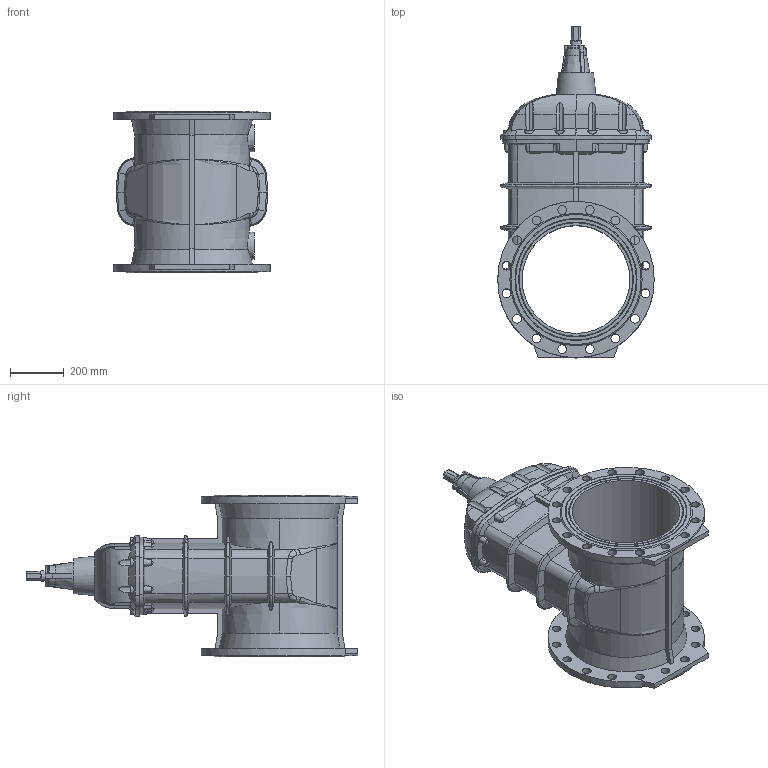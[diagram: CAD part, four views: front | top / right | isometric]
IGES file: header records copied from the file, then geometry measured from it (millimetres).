
Start section: SolidWorks IGES file using analytic representation for surfaces
Global section: file name: O_02_60_DN400.IGS; native system: SolidWorks 2012; preprocessor: SolidWorks 2012; author: skch; date: 150128.165709; units: millimetre
Bounding box: 580 x 1230 x 600 mm (x, y, z)
Surface area: 3142428.3 mm2 (no closed solid volume)
Topology: 0 solids, 0 shells, 523 faces, 4164 edges, 5264 vertices
Faces by surface type: revolution 367, bspline 156
